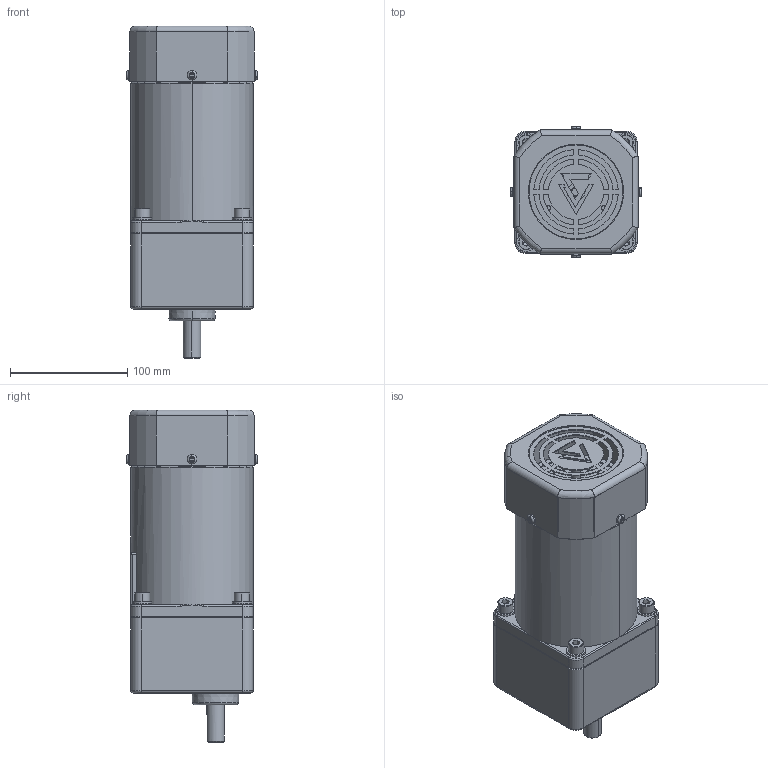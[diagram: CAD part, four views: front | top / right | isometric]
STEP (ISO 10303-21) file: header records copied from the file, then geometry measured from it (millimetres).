
FILE_DESCRIPTION (( 'STEP AP203' ), '1' );
FILE_NAME ('6IK(180-250)RGU-CF+眊极(2).STEP', '2022-08-25T03:00:00', ( '' ), ( 'Microsoft' ), 'SwSTEP 2.0', 'SolidWorks 2020', '' );
FILE_SCHEMA (( 'CONFIG_CONTROL_DESIGN' ));
Length unit declared in the file: millimetre
Products named in the file (1): 6IK(180-250)RGU-CF+眊极(2)
Bounding box: 111.6 x 111.6 x 282.7 mm (x, y, z)
Surface area: 178158.6 mm2 (no closed solid volume)
Topology: 0 solids, 20 shells, 387 faces, 1109 edges, 724 vertices
Faces by surface type: plane 166, cylinder 129, torus 44, cone 40, bspline 8
Entity records: 13692 total; most frequent: CARTESIAN_POINT 3433, DIRECTION 2243, ORIENTED_EDGE 1895, EDGE_CURVE 1093, AXIS2_PLACEMENT_3D 826, VERTEX_POINT 724, LINE 591, VECTOR 591
